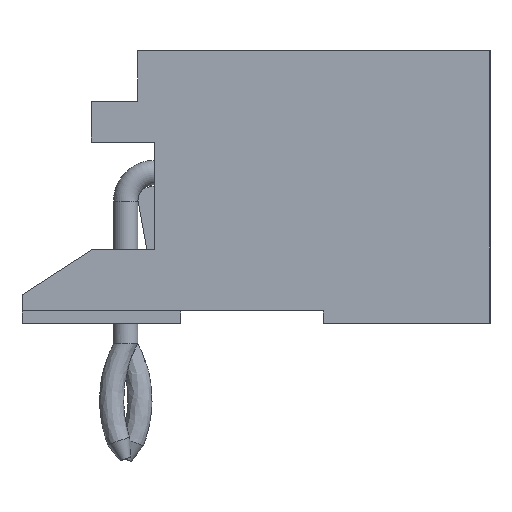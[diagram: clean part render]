
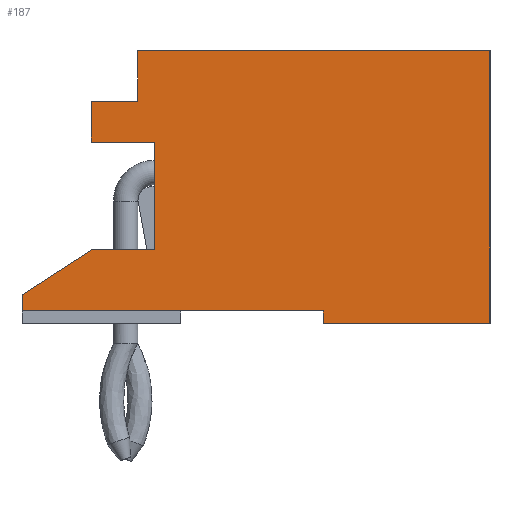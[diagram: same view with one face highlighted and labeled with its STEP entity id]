
A CAD part, left-side view. The second image highlights one B-rep face of the part: STEP entity #187.
In plain terms, the highlighted planar face has unit normal (-1, 0, 0).
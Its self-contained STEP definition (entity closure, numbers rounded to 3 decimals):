
#60=FACE_OUTER_BOUND('',#1041,.T.);
#187=ADVANCED_FACE('',(#60),#308,.T.);
#308=PLANE('',#2437);
#420=LINE('',#3180,#691);
#423=LINE('',#3194,#694);
#456=LINE('',#3378,#727);
#468=LINE('',#3444,#739);
#469=LINE('',#3446,#740);
#470=LINE('',#3448,#741);
#471=LINE('',#3450,#742);
#472=LINE('',#3452,#743);
#473=LINE('',#3454,#744);
#474=LINE('',#3456,#745);
#475=LINE('',#3458,#746);
#476=LINE('',#3459,#747);
#477=LINE('',#3461,#748);
#691=VECTOR('',#2590,1.);
#694=VECTOR('',#2603,1.);
#727=VECTOR('',#2654,1.);
#739=VECTOR('',#2680,1.);
#740=VECTOR('',#2681,1.);
#741=VECTOR('',#2682,1.);
#742=VECTOR('',#2683,1.);
#743=VECTOR('',#2684,1.);
#744=VECTOR('',#2685,1.);
#745=VECTOR('',#2686,1.);
#746=VECTOR('',#2687,1.);
#747=VECTOR('',#2688,1.);
#748=VECTOR('',#2689,1.);
#1041=EDGE_LOOP('',(#1288,#1289,#1290,#1291,#1292,#1293,#1294,#1295,#1296,
#1297,#1298,#1299,#1300));
#1288=ORIENTED_EDGE('',*,*,#2130,.T.);
#1289=ORIENTED_EDGE('',*,*,#2148,.T.);
#1290=ORIENTED_EDGE('',*,*,#2149,.T.);
#1291=ORIENTED_EDGE('',*,*,#2150,.F.);
#1292=ORIENTED_EDGE('',*,*,#2151,.F.);
#1293=ORIENTED_EDGE('',*,*,#2152,.T.);
#1294=ORIENTED_EDGE('',*,*,#2153,.T.);
#1295=ORIENTED_EDGE('',*,*,#2154,.T.);
#1296=ORIENTED_EDGE('',*,*,#2155,.T.);
#1297=ORIENTED_EDGE('',*,*,#2086,.T.);
#1298=ORIENTED_EDGE('',*,*,#2079,.T.);
#1299=ORIENTED_EDGE('',*,*,#2156,.T.);
#1300=ORIENTED_EDGE('',*,*,#2157,.T.);
#1834=VERTEX_POINT('',#3142);
#1853=VERTEX_POINT('',#3179);
#1860=VERTEX_POINT('',#3195);
#1899=VERTEX_POINT('',#3377);
#1900=VERTEX_POINT('',#3379);
#1913=VERTEX_POINT('',#3445);
#1914=VERTEX_POINT('',#3447);
#1915=VERTEX_POINT('',#3449);
#1916=VERTEX_POINT('',#3451);
#1917=VERTEX_POINT('',#3453);
#1918=VERTEX_POINT('',#3455);
#1919=VERTEX_POINT('',#3457);
#1920=VERTEX_POINT('',#3460);
#2079=EDGE_CURVE('',#1834,#1853,#420,.T.);
#2086=EDGE_CURVE('',#1860,#1834,#423,.T.);
#2130=EDGE_CURVE('',#1900,#1899,#456,.T.);
#2148=EDGE_CURVE('',#1899,#1913,#468,.T.);
#2149=EDGE_CURVE('',#1913,#1914,#469,.T.);
#2150=EDGE_CURVE('',#1915,#1914,#470,.T.);
#2151=EDGE_CURVE('',#1916,#1915,#471,.T.);
#2152=EDGE_CURVE('',#1916,#1917,#472,.T.);
#2153=EDGE_CURVE('',#1917,#1918,#473,.T.);
#2154=EDGE_CURVE('',#1918,#1919,#474,.T.);
#2155=EDGE_CURVE('',#1919,#1860,#475,.T.);
#2156=EDGE_CURVE('',#1853,#1920,#476,.T.);
#2157=EDGE_CURVE('',#1920,#1900,#477,.T.);
#2437=AXIS2_PLACEMENT_3D('',#3462,#2690,#2691);
#2590=DIRECTION('',(0.,1.,0.));
#2603=DIRECTION('',(0.,0.,-1.));
#2654=DIRECTION('',(0.,-1.,0.));
#2680=DIRECTION('',(0.,0.,-1.));
#2681=DIRECTION('',(0.,-1.,0.));
#2682=DIRECTION('',(0.,0.,-1.));
#2683=DIRECTION('',(0.,-1.,0.));
#2684=DIRECTION('',(0.,0.,-1.));
#2685=DIRECTION('',(0.,1.,0.));
#2686=DIRECTION('',(0.,0.,-1.));
#2687=DIRECTION('',(0.,-1.,0.));
#2688=DIRECTION('',(0.,0.84,-0.543));
#2689=DIRECTION('',(0.,0.,-1.));
#2690=DIRECTION('',(-1.,0.,0.));
#2691=DIRECTION('',(0.,0.,1.));
#3142=CARTESIAN_POINT('',(-6.2,11.15,1.5));
#3179=CARTESIAN_POINT('',(-6.2,12.7,1.5));
#3180=CARTESIAN_POINT('',(-6.2,11.15,1.5));
#3194=CARTESIAN_POINT('',(-6.2,11.15,4.15));
#3195=CARTESIAN_POINT('',(-6.2,11.15,4.15));
#3377=CARTESIAN_POINT('',(-6.2,7.,0.));
#3378=CARTESIAN_POINT('',(-6.2,14.4,0.));
#3379=CARTESIAN_POINT('',(-6.2,14.4,0.));
#3444=CARTESIAN_POINT('',(-6.2,7.,0.));
#3445=CARTESIAN_POINT('',(-6.2,7.,-0.3));
#3446=CARTESIAN_POINT('',(-6.2,14.4,-0.3));
#3447=CARTESIAN_POINT('',(-6.2,2.9,-0.3));
#3448=CARTESIAN_POINT('',(-6.2,2.9,6.4));
#3449=CARTESIAN_POINT('',(-6.2,2.9,6.4));
#3450=CARTESIAN_POINT('',(-6.2,14.4,6.4));
#3451=CARTESIAN_POINT('',(-6.2,11.55,6.4));
#3452=CARTESIAN_POINT('',(-6.2,11.55,6.4));
#3453=CARTESIAN_POINT('',(-6.2,11.55,5.15));
#3454=CARTESIAN_POINT('',(-6.2,11.55,5.15));
#3455=CARTESIAN_POINT('',(-6.2,12.7,5.15));
#3456=CARTESIAN_POINT('',(-6.2,12.7,5.15));
#3457=CARTESIAN_POINT('',(-6.2,12.7,4.15));
#3458=CARTESIAN_POINT('',(-6.2,12.7,4.15));
#3459=CARTESIAN_POINT('',(-6.2,12.7,1.5));
#3460=CARTESIAN_POINT('',(-6.2,14.4,0.4));
#3461=CARTESIAN_POINT('',(-6.2,14.4,6.4));
#3462=CARTESIAN_POINT('',(-6.2,14.4,6.4));
